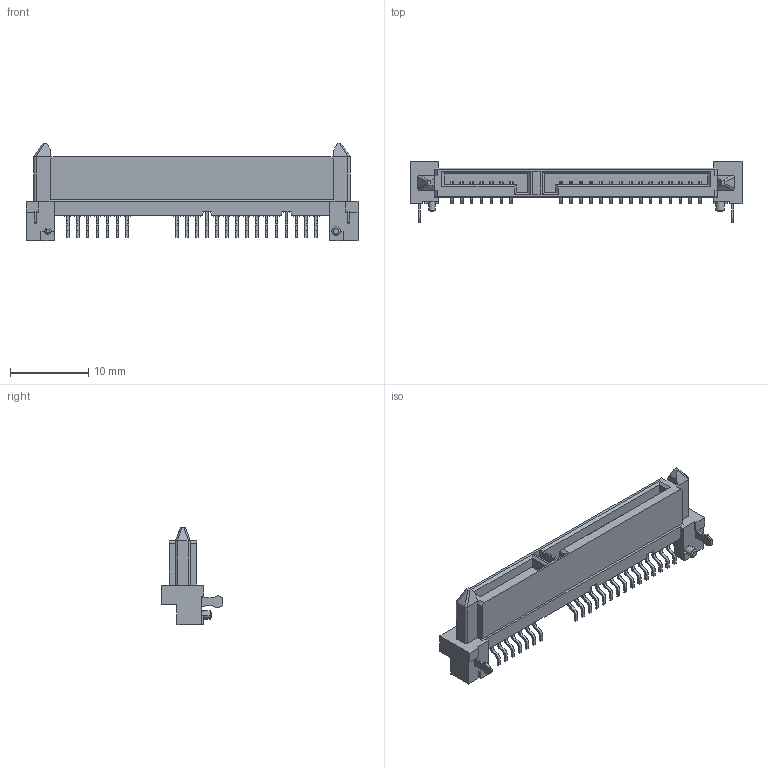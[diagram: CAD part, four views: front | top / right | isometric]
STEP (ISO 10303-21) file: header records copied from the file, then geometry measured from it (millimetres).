
FILE_DESCRIPTION((''),'2;1');
FILE_NAME('P10029364001LF','2012-06-26T',('taykp'),('FCI - CDC Division'),'PRO/ENGINEER BY PARAMETRIC TECHNOLOGY CORPORATION, 2008250','PRO/ENGINEER BY PARAMETRIC TECHNOLOGY CORPORATION, 2008250','');
FILE_SCHEMA(('CONFIG_CONTROL_DESIGN'));
Length unit declared in the file: millimetre
Products named in the file (1): P10029364001LF
Bounding box: 42.4 x 7.82 x 12.4 mm (x, y, z)
Volume: 894.9 mm3; surface area: 1703 mm2
Topology: 1 solids, 2 shells, 881 faces, 2422 edges, 1574 vertices
Faces by surface type: plane 567, cylinder 216, torus 88, cone 8, extrusion 2
Entity records: 28366 total; most frequent: CARTESIAN_POINT 5589, ORIENTED_EDGE 4844, DIRECTION 4598, EDGE_CURVE 2422, VECTOR 1796, LINE 1794, VERTEX_POINT 1574, AXIS2_PLACEMENT_3D 1401
